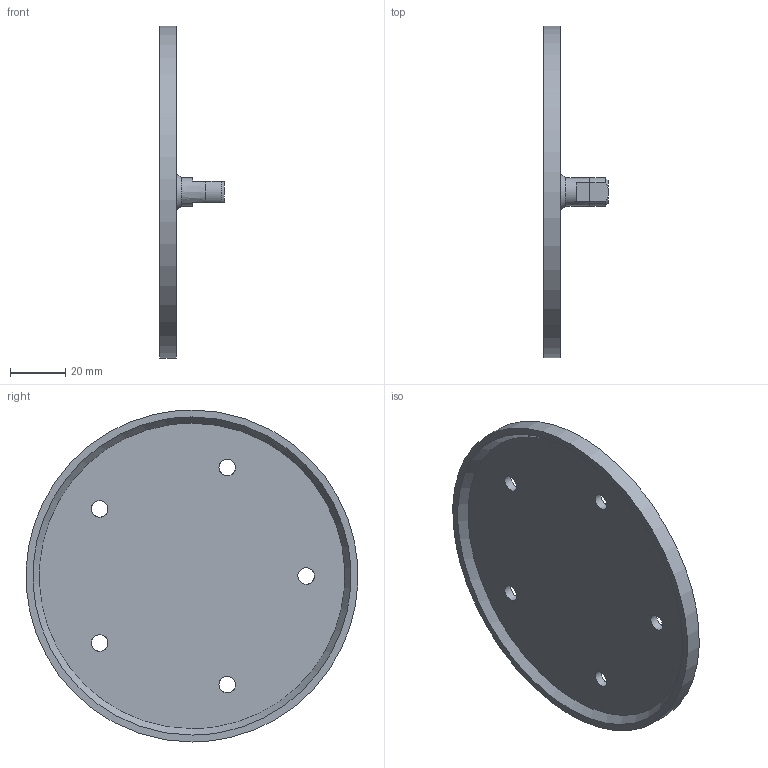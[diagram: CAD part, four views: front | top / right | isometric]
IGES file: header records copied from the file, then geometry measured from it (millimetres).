
Global section: file name: Disque d'adaptation; native system: AutoCAD Plant 3D 2021 - Français (French),; preprocessor: Autodesk Translation Framework DWG producer (atf_dwg_producer); organization: unknown; date: 20230925.155105; units: millimetre
Bounding box: 23.3 x 119.78 x 119.92 mm (x, y, z)
Volume: 38795.6 mm3; surface area: 25890.8 mm2
Topology: 1 solids, 1 shells, 24 faces, 62 edges, 43 vertices
Faces by surface type: bspline 24
